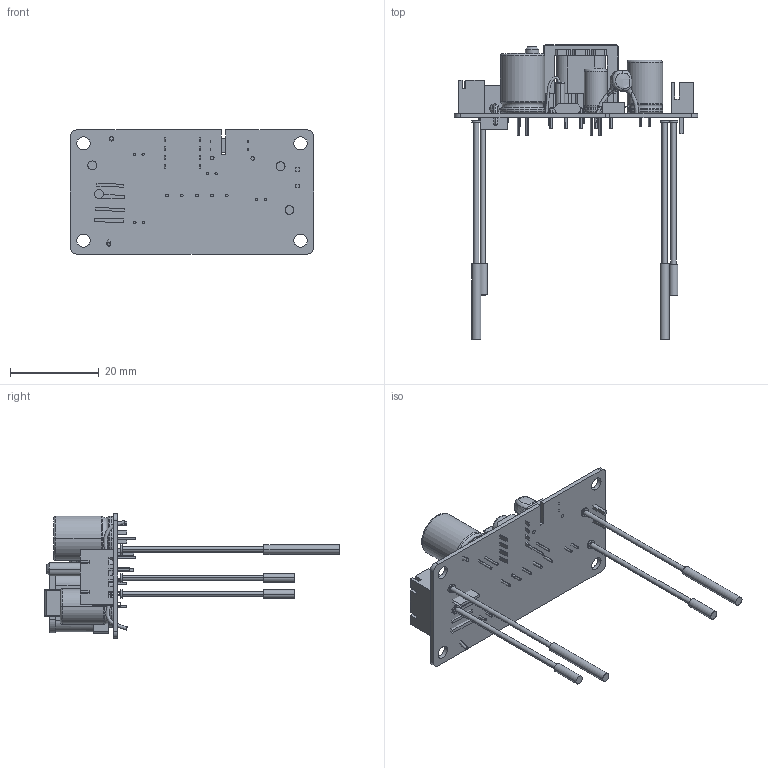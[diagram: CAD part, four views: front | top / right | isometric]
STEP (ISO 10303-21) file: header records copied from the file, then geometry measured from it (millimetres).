
FILE_DESCRIPTION((''),'2;1');
FILE_NAME('UOF305_ASM','2026-01-21T',('410022'),(''),'PRO/ENGINEER BY PARAMETRIC TECHNOLOGY CORPORATION, 2010280','PRO/ENGINEER BY PARAMETRIC TECHNOLOGY CORPORATION, 2010280','');
FILE_SCHEMA(('AUTOMOTIVE_DESIGN_CC2 { 1 2 10303 214 -1 1 5 2 }'));
Length unit declared in the file: millimetre
Products named in the file (16): PCB_; CN2_; CONNECT____; TEMP02_; R12X6_; 11_; BD___; U2_; CY2__; R5X12_; U-6X4_; 13_; R12X6-1; R-1; PCB; UOF305_ASM
Assembly tree (16 placements, depth 2):
  UOF305_ASM
    PCB_
    CN2_
    CONNECT____
    TEMP02_
    R12X6_
    11_
    BD___
    U2_
    CY2__
    R5X12_  x2
    U-6X4_
    13_
    R12X6-1
    R-1
    PCB
Bounding box: 55 x 66.5 x 28 mm (x, y, z)
Volume: 7657.7 mm3; surface area: 10013 mm2
Topology: 19 solids, 31 shells, 721 faces, 1814 edges, 1166 vertices
Faces by surface type: plane 385, cylinder 184, torus 108, bspline 30, revolution 10, cone 2, extrusion 2
Entity records: 37795 total; most frequent: CARTESIAN_POINT 11418, DIRECTION 3606, ORIENTED_EDGE 3404, PRESENTATION_STYLE_ASSIGNMENT 1884, EDGE_CURVE 1750, STYLED_ITEM 1526, CURVE_STYLE 1420, AXIS2_PLACEMENT_3D 1244
